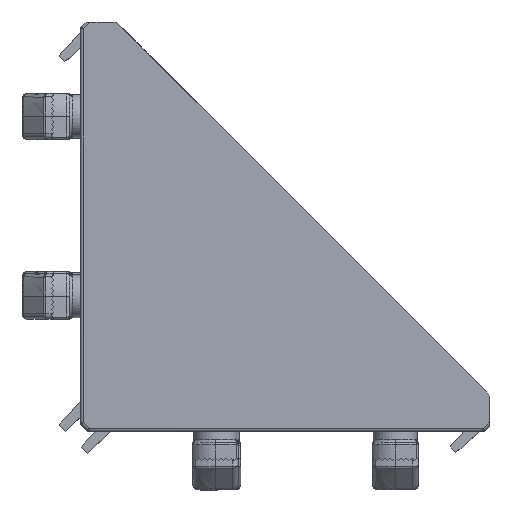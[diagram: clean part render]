
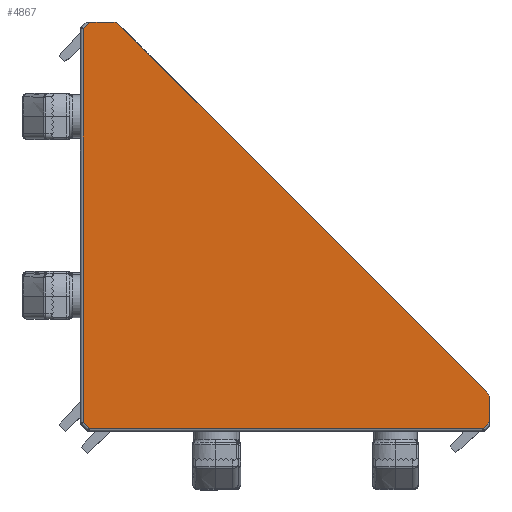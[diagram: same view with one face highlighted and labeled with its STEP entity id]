
A CAD part, top view. The second image highlights one B-rep face of the part: STEP entity #4867.
In plain terms, the highlighted planar face has unit normal (-0.012, -0.012, 1).
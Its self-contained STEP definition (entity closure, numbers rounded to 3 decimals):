
#128 = VERTEX_POINT ( 'NONE', #67156 ) ;
#186 = EDGE_CURVE ( 'NONE', #128, #5525, #78517, .T. ) ;
#850 = DIRECTION ( 'NONE',  ( -0.707, 0.707, 0. ) ) ;
#1113 = CARTESIAN_POINT ( 'NONE',  ( 0.494, 1.615, 36.005 ) ) ;
#1215 = DIRECTION ( 'NONE',  ( 0.707, -0.707, 0. ) ) ;
#1897 = CARTESIAN_POINT ( 'NONE',  ( 7.317, 75.414, 37. ) ) ;
#3235 = CARTESIAN_POINT ( 'NONE',  ( 74.74, 0.494, 36.907 ) ) ;
#4867 = ADVANCED_FACE ( 'NONE', ( #31182 ), #12377, .T. ) ;
#5525 = VERTEX_POINT ( 'NONE', #77653 ) ;
#5860 = CARTESIAN_POINT ( 'NONE',  ( 75.414, 7.317, 37. ) ) ;
#9311 = CARTESIAN_POINT ( 'NONE',  ( 0.494, 1.615, 36.005 ) ) ;
#11455 = CARTESIAN_POINT ( 'NONE',  ( 75.414, 7.317, 37. ) ) ;
#11912 = DIRECTION ( 'NONE',  ( 1., 0., 0.012 ) ) ;
#11927 = DIRECTION ( 'NONE',  ( -0.012, -0.012, 1. ) ) ;
#12203 = CARTESIAN_POINT ( 'NONE',  ( 7.317, 75.414, 37. ) ) ;
#12377 = PLANE ( 'NONE',  #27646 ) ;
#12442 = CARTESIAN_POINT ( 'NONE',  ( 75.589, 7.142, 37. ) ) ;
#15332 = B_SPLINE_CURVE_WITH_KNOTS ( 'NONE', 3,
 ( #5860, #12442, #71602, #32195, #78084, #38772 ),
 .UNSPECIFIED., .F., .F.,
 ( 4, 2, 4 ),
 ( 0., 0.5, 1. ),
 .UNSPECIFIED. ) ;
#15858 = VERTEX_POINT ( 'NONE', #22184 ) ;
#16385 = CARTESIAN_POINT ( 'NONE',  ( 76., 1.754, 36.939 ) ) ;
#17149 = EDGE_CURVE ( 'NONE', #32029, #84291, #40189, .T. ) ;
#20795 = ORIENTED_EDGE ( 'NONE', *, *, #28498, .T. ) ;
#21353 = CARTESIAN_POINT ( 'NONE',  ( 1.754, 76., 36.939 ) ) ;
#22184 = CARTESIAN_POINT ( 'NONE',  ( 76., 1.754, 36.939 ) ) ;
#25031 = LINE ( 'NONE', #77591, #75368 ) ;
#26514 = DIRECTION ( 'NONE',  ( 0., -1., -0.012 ) ) ;
#26798 = EDGE_CURVE ( 'NONE', #32743, #5525, #47276, .T. ) ;
#27231 = VERTEX_POINT ( 'NONE', #69378 ) ;
#27646 = AXIS2_PLACEMENT_3D ( 'NONE', #12203, #11927, #11912 ) ;
#28498 = EDGE_CURVE ( 'NONE', #43178, #30558, #46224, .T. ) ;
#29780 = VECTOR ( 'NONE', #850, 1000. ) ;
#30558 = VERTEX_POINT ( 'NONE', #78224 ) ;
#31182 = FACE_OUTER_BOUND ( 'NONE', #53939, .T. ) ;
#32029 = VERTEX_POINT ( 'NONE', #21353 ) ;
#32195 = CARTESIAN_POINT ( 'NONE',  ( 75.942, 6.447, 36.996 ) ) ;
#32743 = VERTEX_POINT ( 'NONE', #11455 ) ;
#33042 = ORIENTED_EDGE ( 'NONE', *, *, #17149, .T. ) ;
#36052 = VERTEX_POINT ( 'NONE', #80823 ) ;
#37558 = DIRECTION ( 'NONE',  ( -0.707, -0.707, -0.017 ) ) ;
#37578 = CARTESIAN_POINT ( 'NONE',  ( 1.754, 76., 36.939 ) ) ;
#37711 = ORIENTED_EDGE ( 'NONE', *, *, #81874, .T. ) ;
#38158 = LINE ( 'NONE', #72514, #55677 ) ;
#38772 = CARTESIAN_POINT ( 'NONE',  ( 76., 5.903, 36.99 ) ) ;
#39842 = ORIENTED_EDGE ( 'NONE', *, *, #65628, .T. ) ;
#40189 = LINE ( 'NONE', #37578, #77181 ) ;
#41116 = ORIENTED_EDGE ( 'NONE', *, *, #26798, .T. ) ;
#43178 = VERTEX_POINT ( 'NONE', #9311 ) ;
#44529 = EDGE_CURVE ( 'NONE', #30558, #27231, #25031, .T. ) ;
#44688 = ORIENTED_EDGE ( 'NONE', *, *, #44529, .T. ) ;
#46224 = LINE ( 'NONE', #1113, #61695 ) ;
#47276 = LINE ( 'NONE', #1897, #29780 ) ;
#47445 = LINE ( 'NONE', #79784, #60825 ) ;
#50223 = LINE ( 'NONE', #16385, #63618 ) ;
#53939 = EDGE_LOOP ( 'NONE', ( #78948, #37711, #33042, #66937, #20795, #44688, #71473, #39842, #79924, #41116 ) ) ;
#55677 = VECTOR ( 'NONE', #26514, 1000. ) ;
#55689 = DIRECTION ( 'NONE',  ( 0., 1., 0.012 ) ) ;
#60378 = DIRECTION ( 'NONE',  ( -1., 0., -0.012 ) ) ;
#60454 = VECTOR ( 'NONE', #69002, 1000. ) ;
#60825 = VECTOR ( 'NONE', #60378, 1000. ) ;
#60852 = CARTESIAN_POINT ( 'NONE',  ( 0.494, 74.74, 36.907 ) ) ;
#61695 = VECTOR ( 'NONE', #1215, 1000. ) ;
#62902 = EDGE_CURVE ( 'NONE', #27231, #15858, #79854, .T. ) ;
#63618 = VECTOR ( 'NONE', #55689, 1000. ) ;
#64787 = DIRECTION ( 'NONE',  ( 1., 0., 0.012 ) ) ;
#65351 = CARTESIAN_POINT ( 'NONE',  ( 7.317, 75.414, 37. ) ) ;
#65362 = CARTESIAN_POINT ( 'NONE',  ( 7.142, 75.589, 37. ) ) ;
#65422 = CARTESIAN_POINT ( 'NONE',  ( 6.929, 75.737, 36.999 ) ) ;
#65532 = CARTESIAN_POINT ( 'NONE',  ( 6.447, 75.942, 36.996 ) ) ;
#65628 = EDGE_CURVE ( 'NONE', #15858, #36052, #50223, .T. ) ;
#65723 = CARTESIAN_POINT ( 'NONE',  ( 5.903, 76., 36.99 ) ) ;
#66506 = CARTESIAN_POINT ( 'NONE',  ( 6.179, 76., 36.993 ) ) ;
#66937 = ORIENTED_EDGE ( 'NONE', *, *, #82775, .T. ) ;
#67156 = CARTESIAN_POINT ( 'NONE',  ( 5.903, 76., 36.99 ) ) ;
#69002 = DIRECTION ( 'NONE',  ( 0.707, 0.707, 0.017 ) ) ;
#69378 = CARTESIAN_POINT ( 'NONE',  ( 74.74, 0.494, 36.907 ) ) ;
#71473 = ORIENTED_EDGE ( 'NONE', *, *, #62902, .T. ) ;
#71602 = CARTESIAN_POINT ( 'NONE',  ( 75.737, 6.929, 36.999 ) ) ;
#72514 = CARTESIAN_POINT ( 'NONE',  ( 0.494, 74.74, 36.907 ) ) ;
#75368 = VECTOR ( 'NONE', #64787, 1000. ) ;
#77181 = VECTOR ( 'NONE', #37558, 1000. ) ;
#77591 = CARTESIAN_POINT ( 'NONE',  ( 7.329, 0.494, 36.075 ) ) ;
#77653 = CARTESIAN_POINT ( 'NONE',  ( 7.317, 75.414, 37. ) ) ;
#78084 = CARTESIAN_POINT ( 'NONE',  ( 76., 6.179, 36.993 ) ) ;
#78224 = CARTESIAN_POINT ( 'NONE',  ( 1.615, 0.494, 36.005 ) ) ;
#78517 = B_SPLINE_CURVE_WITH_KNOTS ( 'NONE', 3,
 ( #65723, #66506, #65532, #65422, #65362, #65351 ),
 .UNSPECIFIED., .F., .F.,
 ( 4, 2, 4 ),
 ( 0., 0.5, 1. ),
 .UNSPECIFIED. ) ;
#78948 = ORIENTED_EDGE ( 'NONE', *, *, #186, .F. ) ;
#79784 = CARTESIAN_POINT ( 'NONE',  ( 5.903, 76., 36.99 ) ) ;
#79854 = LINE ( 'NONE', #3235, #60454 ) ;
#79924 = ORIENTED_EDGE ( 'NONE', *, *, #81711, .F. ) ;
#80823 = CARTESIAN_POINT ( 'NONE',  ( 76., 5.903, 36.99 ) ) ;
#81711 = EDGE_CURVE ( 'NONE', #32743, #36052, #15332, .T. ) ;
#81874 = EDGE_CURVE ( 'NONE', #128, #32029, #47445, .T. ) ;
#82775 = EDGE_CURVE ( 'NONE', #84291, #43178, #38158, .T. ) ;
#84291 = VERTEX_POINT ( 'NONE', #60852 ) ;
